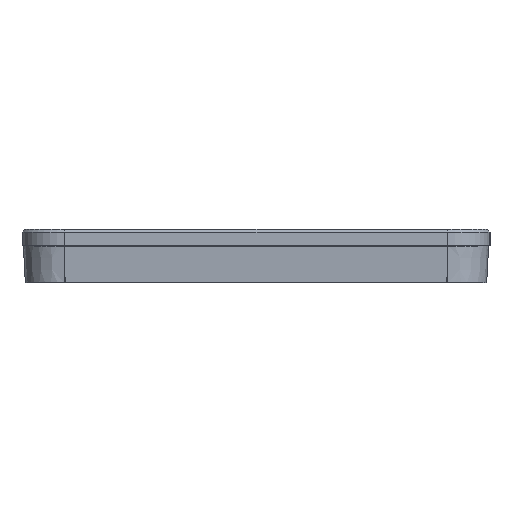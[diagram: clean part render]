
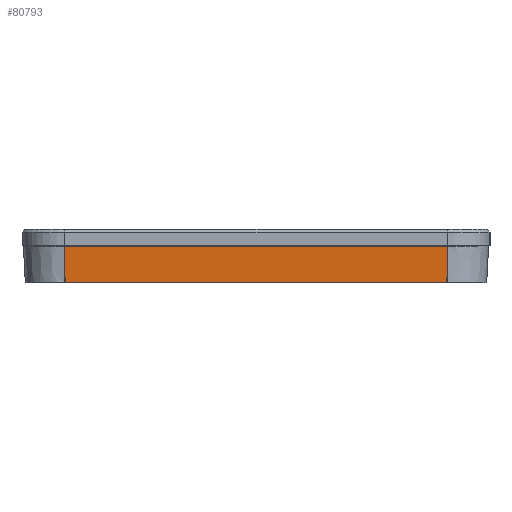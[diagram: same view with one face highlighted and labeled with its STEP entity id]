
A CAD part, left-side view. The second image highlights one B-rep face of the part: STEP entity #80793.
In plain terms, the highlighted face is planar.
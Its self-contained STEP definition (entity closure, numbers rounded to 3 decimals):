
#302=DIRECTION('',(0.,0.,1.));
#303=VECTOR('',#302,72.);
#304=CARTESIAN_POINT('',(-43.383,0.,-36.));
#305=LINE('26954',#304,#303);
#442=DIRECTION('',(-0.052,0.999,0.));
#443=VECTOR('',#442,7.01);
#444=CARTESIAN_POINT('',(-43.383,0.,36.));
#445=LINE('26971',#444,#443);
#449=DIRECTION('',(-0.052,0.999,0.));
#450=VECTOR('',#449,7.01);
#451=CARTESIAN_POINT('',(-43.383,0.,-36.));
#452=LINE('26970',#451,#450);
#508=DIRECTION('',(0.,0.,1.));
#509=VECTOR('',#508,72.);
#510=CARTESIAN_POINT('',(-43.75,7.,-36.));
#511=LINE('26962',#510,#509);
#72479=CARTESIAN_POINT('',(-43.383,0.,-36.));
#72480=VERTEX_POINT('',#72479);
#72481=CARTESIAN_POINT('',(-43.383,0.,36.));
#72482=VERTEX_POINT('',#72481);
#72495=CARTESIAN_POINT('',(-43.75,7.,-36.));
#72496=VERTEX_POINT('',#72495);
#72497=CARTESIAN_POINT('',(-43.75,7.,36.));
#72498=VERTEX_POINT('',#72497);
#80780=CARTESIAN_POINT('',(-43.75,7.,-37.12));
#80781=DIRECTION('',(-0.999,-0.052,0.));
#80782=DIRECTION('',(0.,0.,1.));
#80783=AXIS2_PLACEMENT_3D('',#80780,#80781,#80782);
#80784=PLANE('26948',#80783);
#80785=ORIENTED_EDGE('26954',*,*,#80613,.F.);
#80787=ORIENTED_EDGE('26970',*,*,#80786,.T.);
#80789=ORIENTED_EDGE('26962',*,*,#80788,.T.);
#80790=ORIENTED_EDGE('26971',*,*,#80765,.F.);
#80791=EDGE_LOOP('26948',(#80785,#80787,#80789,#80790));
#80792=FACE_OUTER_BOUND('26948',#80791,.F.);
#80793=ADVANCED_FACE('26948',(#80792),#80784,.T.);
#80613=EDGE_CURVE('26954',#72480,#72482,#305,.T.);
#80765=EDGE_CURVE('26971',#72482,#72498,#445,.T.);
#80786=EDGE_CURVE('26970',#72480,#72496,#452,.T.);
#80788=EDGE_CURVE('26962',#72496,#72498,#511,.T.);
